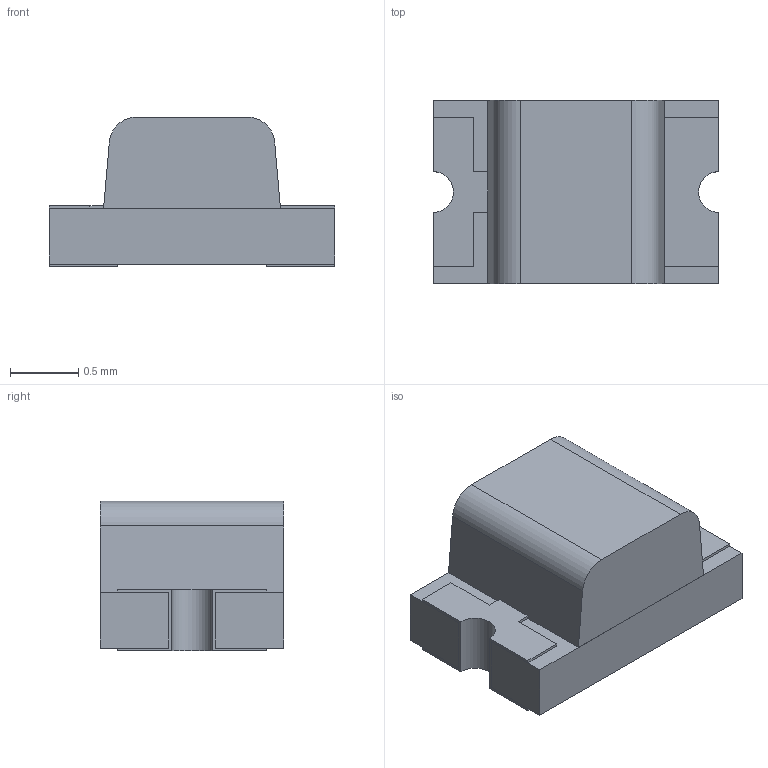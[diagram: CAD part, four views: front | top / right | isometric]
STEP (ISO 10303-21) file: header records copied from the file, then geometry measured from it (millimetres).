
FILE_DESCRIPTION(('FreeCAD Model'),'2;1');
FILE_NAME('LED_0805.step','2017-04-12T13:15:58',( 'Author'),(''),'Open CASCADE STEP processor 6.8','FreeCAD','Unknown' );
FILE_SCHEMA(('AUTOMOTIVE_DESIGN_CC2 { 1 2 10303 214 -1 1 5 4 }'));
Length unit declared in the file: millimetre
Products named in the file (2): ASSEMBLY; LED_0805
Assembly tree (1 placements, depth 2):
  ASSEMBLY
    LED_0805
Bounding box: 2.1 x 1.35 x 1.1 mm (x, y, z)
Volume: 2.3 mm3; surface area: 14.6 mm2
Topology: 1 solids, 1 shells, 53 faces, 161 edges, 109 vertices
Faces by surface type: plane 49, cylinder 4
Entity records: 4616 total; most frequent: CARTESIAN_POINT 1087, DIRECTION 549, LINE 419, VECTOR 419, ORIENTED_EDGE 322, PCURVE 322, DEFINITIONAL_REPRESENTATION 322, EDGE_CURVE 161
